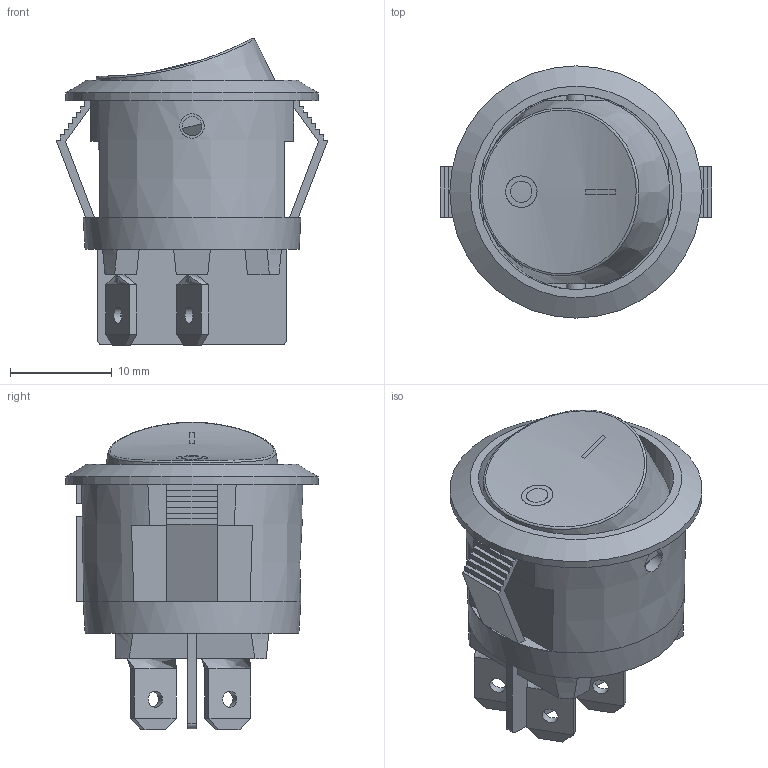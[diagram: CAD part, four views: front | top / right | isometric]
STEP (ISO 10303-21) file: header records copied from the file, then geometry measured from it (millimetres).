
FILE_DESCRIPTION(/* description */ (''),/* implementation_level */ '2;1');
FILE_NAME(/* name */ 'RRA12Cxxx1.stp',/* time_stamp */ '2026-01-19T00:16:12-06:00',/* author */ ('jmeyers'),/* organization */ (''),/* preprocessor_version */ 'ST-DEVELOPER v18.1',/* originating_system */ 'Autodesk Inventor 2022',/* authorisation */ '');
FILE_SCHEMA (('AUTOMOTIVE_DESIGN { 1 0 10303 214 3 1 1 }'));
Length unit declared in the file: inch
Products named in the file (1): RRA12Cxxx1
Bounding box: 26.7 x 24.8 x 30.23 mm (x, y, z)
Volume: 6398.9 mm3; surface area: 4569.4 mm2
Topology: 1 solids, 1 shells, 454 faces, 1244 edges, 817 vertices
Faces by surface type: plane 325, bspline 98, cylinder 26, cone 5
Full cylindrical faces by diameter (mm): 1.6 x4, 1.9 x2, 2.1 x1, 2.4 x2, 3.1 x1, 19.2 x1, 24.8 x1
Entity records: 15184 total; most frequent: CARTESIAN_POINT 4211, ORIENTED_EDGE 2488, DIRECTION 1841, EDGE_CURVE 1244, LINE 971, VECTOR 971, VERTEX_POINT 817, EDGE_LOOP 495
